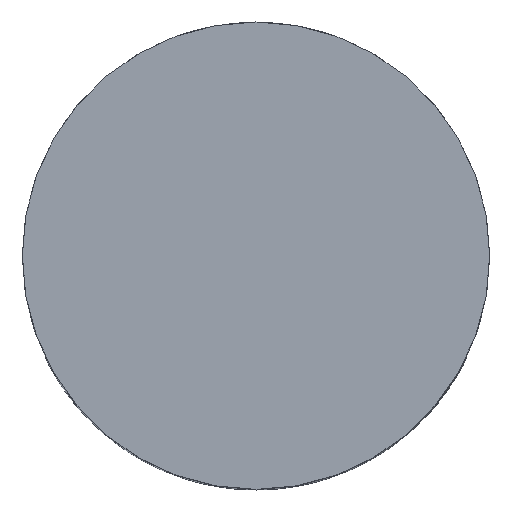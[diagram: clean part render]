
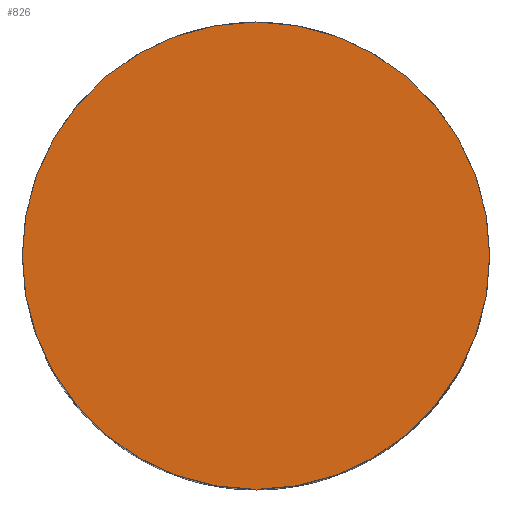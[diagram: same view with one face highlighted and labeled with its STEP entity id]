
A CAD part, top view. The second image highlights one B-rep face of the part: STEP entity #826.
In plain terms, the highlighted planar face has unit normal (0, 0, 1).
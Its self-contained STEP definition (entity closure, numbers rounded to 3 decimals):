
#808 = VERTEX_POINT('',#809);
#809 = CARTESIAN_POINT('',(41.,0.,48.5));
#814 = EDGE_CURVE('',#808,#808,#815,.T.);
#815 = CIRCLE('',#816,41.);
#816 = AXIS2_PLACEMENT_3D('',#817,#818,#819);
#817 = CARTESIAN_POINT('',(0.,0.,48.5));
#818 = DIRECTION('',(0.,0.,1.));
#819 = DIRECTION('',(1.,0.,0.));
#826 = ADVANCED_FACE('',(#827),#830,.T.);
#827 = FACE_BOUND('',#828,.T.);
#828 = EDGE_LOOP('',(#829));
#829 = ORIENTED_EDGE('',*,*,#814,.T.);
#830 = PLANE('',#831);
#831 = AXIS2_PLACEMENT_3D('',#832,#833,#834);
#832 = CARTESIAN_POINT('',(20.5,0.,48.5));
#833 = DIRECTION('',(0.,0.,1.));
#834 = DIRECTION('',(1.,0.,0.));
